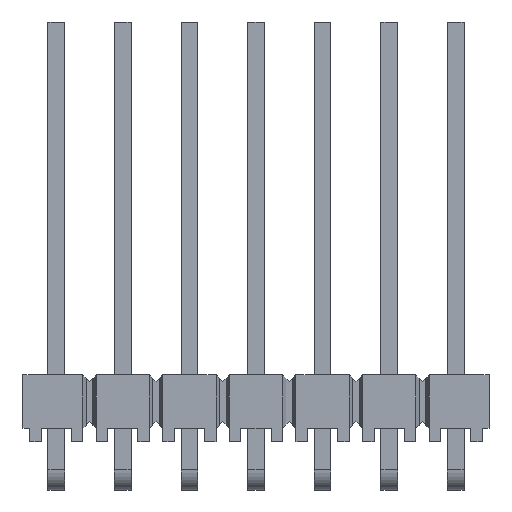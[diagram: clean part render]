
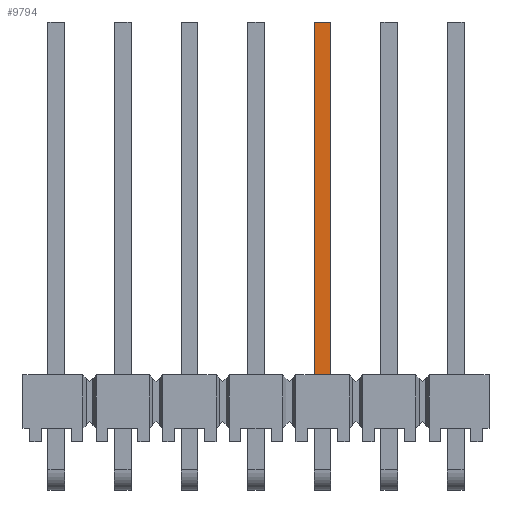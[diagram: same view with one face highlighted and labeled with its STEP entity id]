
A CAD part, top view. The second image highlights one B-rep face of the part: STEP entity #9794.
In plain terms, the highlighted face is planar.
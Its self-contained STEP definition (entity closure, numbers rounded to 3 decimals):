
#9794 = ADVANCED_FACE('',(#9795),#9829,.F.);
#9795 = FACE_BOUND('',#9796,.T.);
#9796 = EDGE_LOOP('',(#9797,#9807,#9815,#9823));
#9797 = ORIENTED_EDGE('',*,*,#9798,.F.);
#9798 = EDGE_CURVE('',#9799,#9801,#9803,.T.);
#9799 = VERTEX_POINT('',#9800);
#9800 = CARTESIAN_POINT('',(-2.858,17.526,-0.318));
#9801 = VERTEX_POINT('',#9802);
#9802 = CARTESIAN_POINT('',(-2.858,2.921,-0.318));
#9803 = LINE('',#9804,#9805);
#9804 = CARTESIAN_POINT('',(-2.858,0.445,-0.318));
#9805 = VECTOR('',#9806,1.);
#9806 = DIRECTION('',(0.,-1.,0.));
#9807 = ORIENTED_EDGE('',*,*,#9808,.F.);
#9808 = EDGE_CURVE('',#9809,#9799,#9811,.T.);
#9809 = VERTEX_POINT('',#9810);
#9810 = CARTESIAN_POINT('',(-2.223,17.526,-0.318));
#9811 = LINE('',#9812,#9813);
#9812 = CARTESIAN_POINT('',(7.938,17.526,-0.318));
#9813 = VECTOR('',#9814,1.);
#9814 = DIRECTION('',(-1.,0.,0.));
#9815 = ORIENTED_EDGE('',*,*,#9816,.F.);
#9816 = EDGE_CURVE('',#9817,#9809,#9819,.T.);
#9817 = VERTEX_POINT('',#9818);
#9818 = CARTESIAN_POINT('',(-2.223,2.921,-0.318));
#9819 = LINE('',#9820,#9821);
#9820 = CARTESIAN_POINT('',(-2.223,0.445,-0.318));
#9821 = VECTOR('',#9822,1.);
#9822 = DIRECTION('',(0.,1.,0.));
#9823 = ORIENTED_EDGE('',*,*,#9824,.F.);
#9824 = EDGE_CURVE('',#9801,#9817,#9825,.T.);
#9825 = LINE('',#9826,#9827);
#9826 = CARTESIAN_POINT('',(7.938,2.921,-0.318));
#9827 = VECTOR('',#9828,1.);
#9828 = DIRECTION('',(1.,0.,0.));
#9829 = PLANE('',#9830);
#9830 = AXIS2_PLACEMENT_3D('',#9831,#9832,#9833);
#9831 = CARTESIAN_POINT('',(7.938,0.445,-0.318));
#9832 = DIRECTION('',(0.,0.,1.));
#9833 = DIRECTION('',(1.,0.,-0.));
